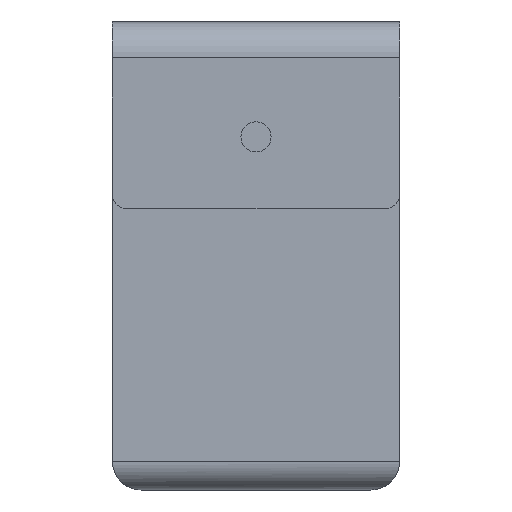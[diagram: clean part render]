
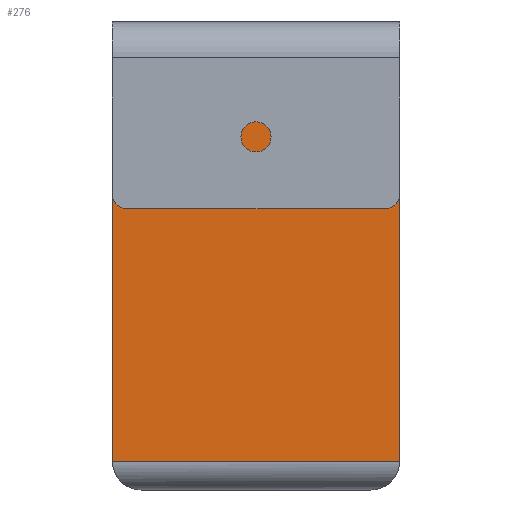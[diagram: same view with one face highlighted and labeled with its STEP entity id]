
A CAD part, left-side view. The second image highlights one B-rep face of the part: STEP entity #276.
In plain terms, the highlighted planar face has unit normal (-1, 0, 0).
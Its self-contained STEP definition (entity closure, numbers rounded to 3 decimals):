
#45 = FACE_OUTER_BOUND ( 'NONE', #865, .T. ) ;
#56 = LINE ( 'NONE', #1015, #1214 ) ;
#151 = CARTESIAN_POINT ( 'NONE',  ( 14., 20., -45.2 ) ) ;
#168 = DIRECTION ( 'NONE',  ( 0., 0., 1. ) ) ;
#263 = VERTEX_POINT ( 'NONE', #1184 ) ;
#276 = ADVANCED_FACE ( 'NONE', ( #45 ), #678, .T. ) ;
#291 = ORIENTED_EDGE ( 'NONE', *, *, #897, .T. ) ;
#329 = EDGE_CURVE ( 'NONE', #997, #1326, #762, .T. ) ;
#376 = ORIENTED_EDGE ( 'NONE', *, *, #329, .T. ) ;
#455 = DIRECTION ( 'NONE',  ( 0., 0., -1. ) ) ;
#496 = LINE ( 'NONE', #786, #665 ) ;
#521 = EDGE_CURVE ( 'NONE', #1326, #655, #590, .T. ) ;
#590 = LINE ( 'NONE', #818, #611 ) ;
#611 = VECTOR ( 'NONE', #723, 1000. ) ;
#655 = VERTEX_POINT ( 'NONE', #955 ) ;
#665 = VECTOR ( 'NONE', #1098, 1000. ) ;
#678 = PLANE ( 'NONE',  #1126 ) ;
#723 = DIRECTION ( 'NONE',  ( 0., -1., 0. ) ) ;
#762 = LINE ( 'NONE', #1083, #1270 ) ;
#786 = CARTESIAN_POINT ( 'NONE',  ( 14., 12.198, 11. ) ) ;
#818 = CARTESIAN_POINT ( 'NONE',  ( 14., 12.198, -45.2 ) ) ;
#834 = ORIENTED_EDGE ( 'NONE', *, *, #1013, .T. ) ;
#865 = EDGE_LOOP ( 'NONE', ( #834, #291, #376, #1259 ) ) ;
#896 = CARTESIAN_POINT ( 'NONE',  ( 14., 12.198, -47.2 ) ) ;
#897 = EDGE_CURVE ( 'NONE', #263, #997, #496, .T. ) ;
#903 = CARTESIAN_POINT ( 'NONE',  ( 14., 20., 11. ) ) ;
#955 = CARTESIAN_POINT ( 'NONE',  ( 14., -20., -45.2 ) ) ;
#997 = VERTEX_POINT ( 'NONE', #903 ) ;
#1013 = EDGE_CURVE ( 'NONE', #655, #263, #56, .T. ) ;
#1015 = CARTESIAN_POINT ( 'NONE',  ( 14., -20., -47.2 ) ) ;
#1083 = CARTESIAN_POINT ( 'NONE',  ( 14., 20., -47.2 ) ) ;
#1098 = DIRECTION ( 'NONE',  ( 0., 1., 0. ) ) ;
#1126 = AXIS2_PLACEMENT_3D ( 'NONE', #896, #1290, #168 ) ;
#1184 = CARTESIAN_POINT ( 'NONE',  ( 14., -20., 11. ) ) ;
#1214 = VECTOR ( 'NONE', #1311, 1000. ) ;
#1259 = ORIENTED_EDGE ( 'NONE', *, *, #521, .T. ) ;
#1270 = VECTOR ( 'NONE', #455, 1000. ) ;
#1290 = DIRECTION ( 'NONE',  ( -1., 0., 0. ) ) ;
#1311 = DIRECTION ( 'NONE',  ( 0., 0., 1. ) ) ;
#1326 = VERTEX_POINT ( 'NONE', #151 ) ;
